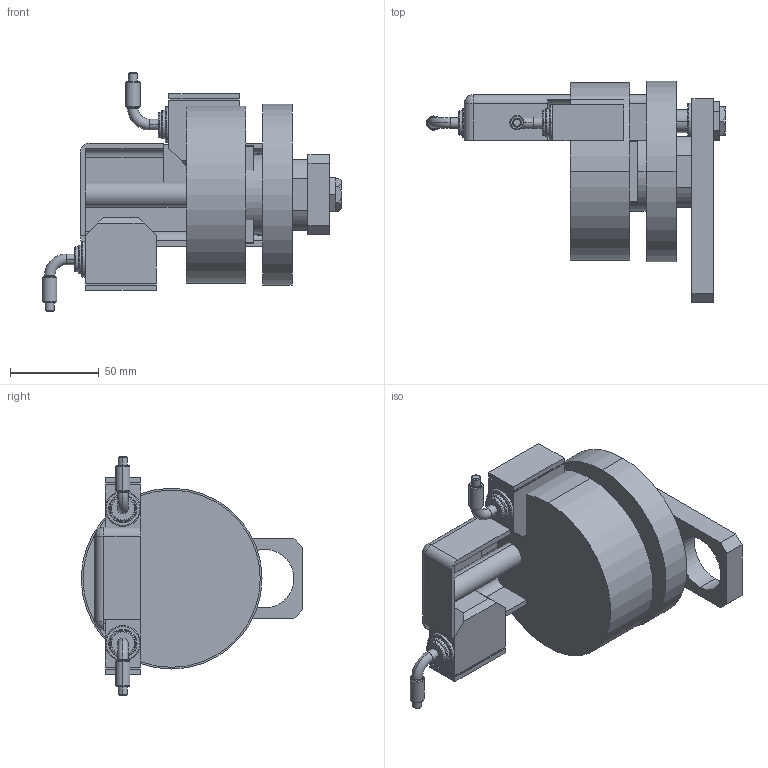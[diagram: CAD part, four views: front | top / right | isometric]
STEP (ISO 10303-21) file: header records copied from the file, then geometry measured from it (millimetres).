
FILE_DESCRIPTION (( 'STEP AP203' ), '1' );
FILE_NAME ('67de.STEP', '2021-11-04T10:45:55', ( '' ), ( '' ), 'SwSTEP 2.0', 'SolidWorks 2019', '' );
FILE_SCHEMA (( 'CONFIG_CONTROL_DESIGN' ));
Length unit declared in the file: millimetre
Products named in the file (13): SWITCH Q de81bf8fa8736900ea5c30c985410ad4; V450CM_E_VCP de81bf8fa8736900ea5c30c985410ad4; 67de; KRYT de81bf8fa8736900ea5c30c985410ad4; V450CM_E de81bf8fa8736900ea5c30c985410ad4; SWITCH DIM A_G de81bf8fa8736900ea5c30c985410ad4; V450CM_VC_B de81bf8fa8736900ea5c30c985410ad4; NUT_D19 de81bf8fa8736900ea5c30c985410ad4; SWITCH_Q_FRONT_BACK de81bf8fa8736900ea5c30c985410ad4; MAGNETIC SWITCH Q de81bf8fa8736900ea5c30c985410ad4; TYC de81bf8fa8736900ea5c30c985410ad4; NUT_D13 de81bf8fa8736900ea5c30c985410ad4; ZARAZKA_Q de81bf8fa8736900ea5c30c985410ad4
Assembly tree (13 placements, depth 3):
  67de
    V450CM_E de81bf8fa8736900ea5c30c985410ad4
    V450CM_E_VCP de81bf8fa8736900ea5c30c985410ad4
    V450CM_VC_B de81bf8fa8736900ea5c30c985410ad4
    MAGNETIC SWITCH Q de81bf8fa8736900ea5c30c985410ad4
      SWITCH_Q_FRONT_BACK de81bf8fa8736900ea5c30c985410ad4
      TYC de81bf8fa8736900ea5c30c985410ad4
      ZARAZKA_Q de81bf8fa8736900ea5c30c985410ad4
      SWITCH DIM A_G de81bf8fa8736900ea5c30c985410ad4
      NUT_D19 de81bf8fa8736900ea5c30c985410ad4
      NUT_D13 de81bf8fa8736900ea5c30c985410ad4
      KRYT de81bf8fa8736900ea5c30c985410ad4
      SWITCH Q de81bf8fa8736900ea5c30c985410ad4  x2
Bounding box: 168.66 x 125 x 135.01 mm (x, y, z)
Volume: 682560.4 mm3; surface area: 138417.7 mm2
Topology: 14 solids, 14 shells, 558 faces, 1360 edges, 881 vertices
Faces by surface type: plane 266, bspline 149, cylinder 85, cone 34, torus 22, sphere 2
Entity records: 23934 total; most frequent: CARTESIAN_POINT 11481, ORIENTED_EDGE 2464, DIRECTION 1870, EDGE_CURVE 1232, VERTEX_POINT 804, VECTOR 702, LINE 702, AXIS2_PLACEMENT_3D 584
